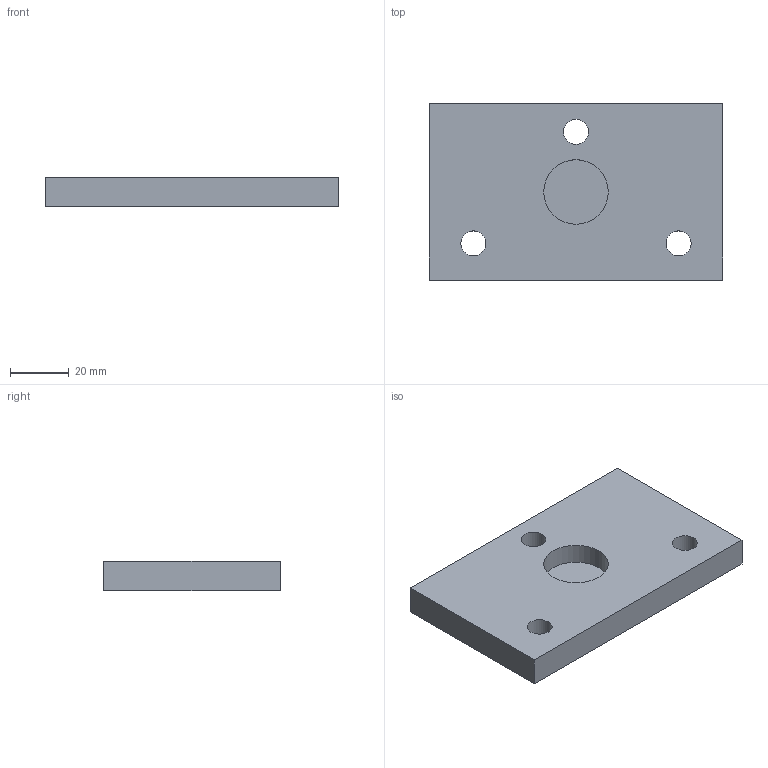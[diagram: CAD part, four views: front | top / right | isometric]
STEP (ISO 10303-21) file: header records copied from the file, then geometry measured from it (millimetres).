
FILE_DESCRIPTION(/* description */ ('Unknown'),/* implementation_level */ '2;1');
FILE_NAME(/* name */ 'Bracket_Bearing',/* time_stamp */ '2023-02-26T22:08:49-05:00',/* author */ ('Unknown'),/* organization */ ('Unknown'),/* preprocessor_version */ 'ST-DEVELOPER v18.1',/* originating_system */ 'Solid Edge',/* authorisation */ 'Unknown');
FILE_SCHEMA (('AUTOMOTIVE_DESIGN {1 0 10303 214 3 1 1}'));
Length unit declared in the file: millimetre
Products named in the file (1): Bracket_Bearing
Bounding box: 100 x 60 x 10 mm (x, y, z)
Volume: 55636.7 mm3; surface area: 16144.4 mm2
Topology: 1 solids, 1 shells, 11 faces, 27 edges, 19 vertices
Faces by surface type: plane 7, cylinder 4
Full cylindrical faces by diameter (mm): 8.5 x3, 22 x1
Entity records: 328 total; most frequent: DIRECTION 52, CARTESIAN_POINT 48, ORIENTED_EDGE 40, EDGE_LOOP 22, FACE_BOUND 22, EDGE_CURVE 20, AXIS2_PLACEMENT_3D 20, VERTEX_POINT 16
